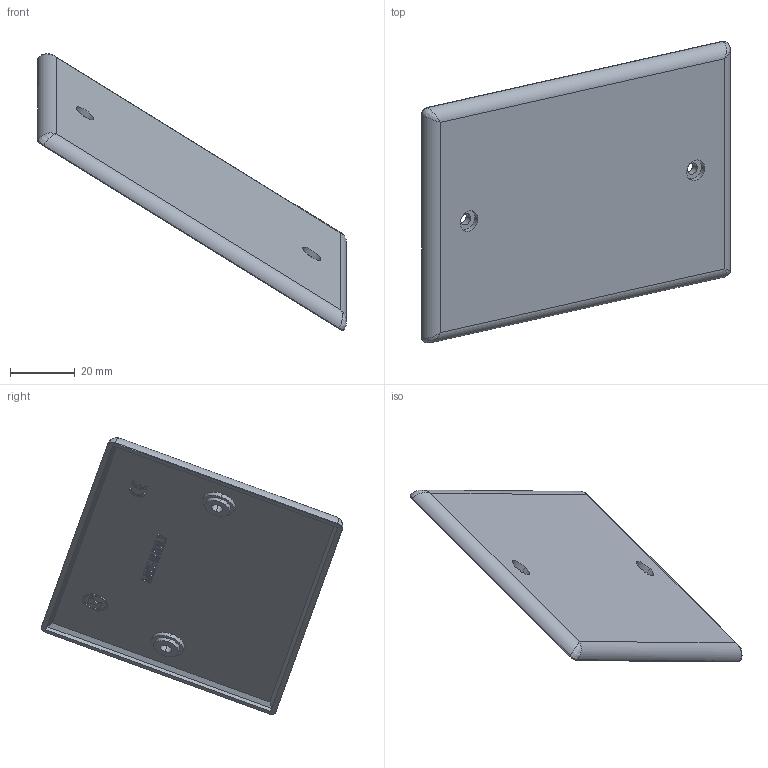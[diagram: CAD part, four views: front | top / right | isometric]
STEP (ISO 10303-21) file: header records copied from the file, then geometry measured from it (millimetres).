
FILE_DESCRIPTION(('CATIA V5 STEP Exchange'),'2;1');
FILE_NAME('LM03CC.stp','2023-10-27T09:42:24+00:00',('none'),('none'),'CATIA Version 5-6 Release 2016 SP6','CATIA V5 STEP AP203','none');
FILE_SCHEMA(('CONFIG_CONTROL_DESIGN'));
Length unit declared in the file: millimetre
Products named in the file (1): LM03CC
Assembly tree (1 placements, depth 2):
  LM03CC
    #57
Bounding box: 95.05 x 92.9 x 85.15 mm (x, y, z)
Volume: 17027.8 mm3; surface area: 19203.8 mm2
Topology: 1 solids, 1 shells, 215 faces, 549 edges, 358 vertices
Faces by surface type: plane 156, cylinder 55, bspline 4
Entity records: 6442 total; most frequent: CARTESIAN_POINT 1520, ORIENTED_EDGE 1090, DIRECTION 807, EDGE_CURVE 545, VECTOR 435, LINE 435, VERTEX_POINT 358, EDGE_LOOP 245
